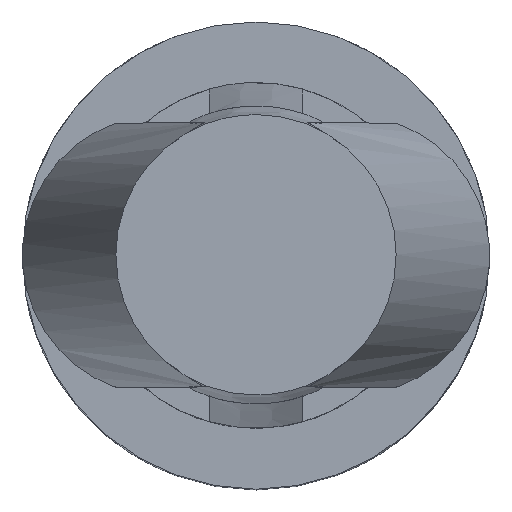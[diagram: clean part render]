
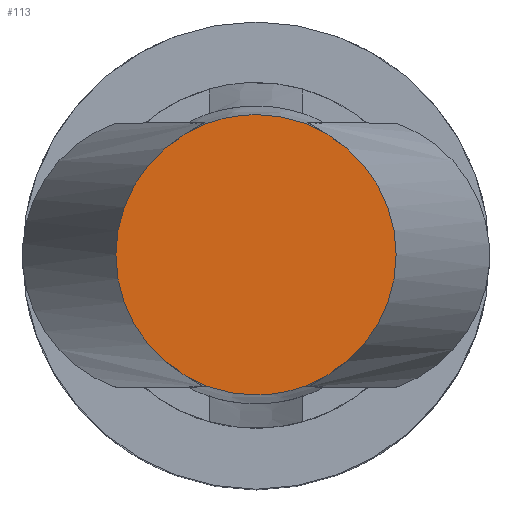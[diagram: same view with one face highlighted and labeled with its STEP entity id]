
A CAD part, top view. The second image highlights one B-rep face of the part: STEP entity #113.
In plain terms, the highlighted planar face has unit normal (0, 0, 1).
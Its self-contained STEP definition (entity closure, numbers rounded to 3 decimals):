
#113 = ADVANCED_FACE( '', ( #285 ), #286, .T. );
#285 = FACE_OUTER_BOUND( '', #522, .T. );
#286 = PLANE( '', #523 );
#522 = EDGE_LOOP( '', ( #920, #921, #922, #923, #924, #925, #926, #927 ) );
#523 = AXIS2_PLACEMENT_3D( '', #928, #929, #930 );
#920 = ORIENTED_EDGE( '', *, *, #1523, .F. );
#921 = ORIENTED_EDGE( '', *, *, #1522, .T. );
#922 = ORIENTED_EDGE( '', *, *, #1521, .F. );
#923 = ORIENTED_EDGE( '', *, *, #1529, .F. );
#924 = ORIENTED_EDGE( '', *, *, #1530, .F. );
#925 = ORIENTED_EDGE( '', *, *, #1531, .T. );
#926 = ORIENTED_EDGE( '', *, *, #1532, .F. );
#927 = ORIENTED_EDGE( '', *, *, #1533, .T. );
#928 = CARTESIAN_POINT( '', ( 0., 0., 7.4 ) );
#929 = DIRECTION( '', ( 0., 0., 1. ) );
#930 = DIRECTION( '', ( 1., 0., 0. ) );
#1521 = EDGE_CURVE( '', #1809, #1811, #1812, .T. );
#1522 = EDGE_CURVE( '', #1813, #1811, #1814, .T. );
#1523 = EDGE_CURVE( '', #1813, #1815, #1816, .T. );
#1529 = EDGE_CURVE( '', #1824, #1809, #1825, .T. );
#1530 = EDGE_CURVE( '', #1826, #1824, #1827, .T. );
#1531 = EDGE_CURVE( '', #1826, #1828, #1829, .T. );
#1532 = EDGE_CURVE( '', #1830, #1828, #1831, .T. );
#1533 = EDGE_CURVE( '', #1830, #1815, #1832, .F. );
#1809 = VERTEX_POINT( '', #2227 );
#1811 = VERTEX_POINT( '', #2235 );
#1812 = CIRCLE( '', #2236, 1.5 );
#1813 = VERTEX_POINT( '', #2237 );
#1814 = B_SPLINE_CURVE_WITH_KNOTS( '', 2, ( #2238, #2239, #2240, #2241, #2242 ), .UNSPECIFIED., .F., .F., ( 3, 2, 3 ), ( 0., 0.5, 1. ), .UNSPECIFIED. );
#1815 = VERTEX_POINT( '', #2243 );
#1816 = CIRCLE( '', #2244, 1.5 );
#1824 = VERTEX_POINT( '', #2259 );
#1825 = CIRCLE( '', #2260, 1.5 );
#1826 = VERTEX_POINT( '', #2261 );
#1827 = CIRCLE( '', #2262, 1.5 );
#1828 = VERTEX_POINT( '', #2263 );
#1829 = B_SPLINE_CURVE_WITH_KNOTS( '', 2, ( #2264, #2265, #2266, #2267, #2268 ), .UNSPECIFIED., .F., .F., ( 3, 2, 3 ), ( 0., 0.5, 1. ), .UNSPECIFIED. );
#1830 = VERTEX_POINT( '', #2269 );
#1831 = CIRCLE( '', #2270, 1.5 );
#1832 = CIRCLE( '', #2271, 1.5 );
#2227 = CARTESIAN_POINT( '', ( 0.525, -1.405, 7.4 ) );
#2235 = CARTESIAN_POINT( '', ( 0.5, -1.414, 7.4 ) );
#2236 = AXIS2_PLACEMENT_3D( '', #2793, #2794, #2795 );
#2237 = CARTESIAN_POINT( '', ( -0.5, -1.414, 7.4 ) );
#2238 = CARTESIAN_POINT( '', ( -0.5, -1.414, 7.4 ) );
#2239 = CARTESIAN_POINT( '', ( -0.258, -1.5, 7.4 ) );
#2240 = CARTESIAN_POINT( '', ( 0., -1.5, 7.4 ) );
#2241 = CARTESIAN_POINT( '', ( 0.257, -1.5, 7.4 ) );
#2242 = CARTESIAN_POINT( '', ( 0.5, -1.414, 7.4 ) );
#2243 = CARTESIAN_POINT( '', ( -0.525, -1.405, 7.4 ) );
#2244 = AXIS2_PLACEMENT_3D( '', #2796, #2797, #2798 );
#2259 = CARTESIAN_POINT( '', ( 0.525, 1.405, 7.4 ) );
#2260 = AXIS2_PLACEMENT_3D( '', #2803, #2804, #2805 );
#2261 = CARTESIAN_POINT( '', ( 0.5, 1.414, 7.4 ) );
#2262 = AXIS2_PLACEMENT_3D( '', #2806, #2807, #2808 );
#2263 = CARTESIAN_POINT( '', ( -0.5, 1.414, 7.4 ) );
#2264 = CARTESIAN_POINT( '', ( 0.5, 1.414, 7.4 ) );
#2265 = CARTESIAN_POINT( '', ( 0.258, 1.5, 7.4 ) );
#2266 = CARTESIAN_POINT( '', ( 0., 1.5, 7.4 ) );
#2267 = CARTESIAN_POINT( '', ( -0.257, 1.5, 7.4 ) );
#2268 = CARTESIAN_POINT( '', ( -0.5, 1.414, 7.4 ) );
#2269 = CARTESIAN_POINT( '', ( -0.525, 1.405, 7.4 ) );
#2270 = AXIS2_PLACEMENT_3D( '', #2809, #2810, #2811 );
#2271 = AXIS2_PLACEMENT_3D( '', #2812, #2813, #2814 );
#2793 = CARTESIAN_POINT( '', ( 0., 0., 7.4 ) );
#2794 = DIRECTION( '', ( 0., 0., -1. ) );
#2795 = DIRECTION( '', ( 0., 1., 0. ) );
#2796 = CARTESIAN_POINT( '', ( 0., 0., 7.4 ) );
#2797 = DIRECTION( '', ( 0., 0., -1. ) );
#2798 = DIRECTION( '', ( 0., 1., 0. ) );
#2803 = CARTESIAN_POINT( '', ( 0., 0., 7.4 ) );
#2804 = DIRECTION( '', ( 0., 0., -1. ) );
#2805 = DIRECTION( '', ( 0., 1., 0. ) );
#2806 = CARTESIAN_POINT( '', ( 0., 0., 7.4 ) );
#2807 = DIRECTION( '', ( 0., 0., -1. ) );
#2808 = DIRECTION( '', ( 0., 1., 0. ) );
#2809 = CARTESIAN_POINT( '', ( 0., 0., 7.4 ) );
#2810 = DIRECTION( '', ( 0., 0., -1. ) );
#2811 = DIRECTION( '', ( 0., 1., 0. ) );
#2812 = CARTESIAN_POINT( '', ( 0., 0., 7.4 ) );
#2813 = DIRECTION( '', ( 0., 0., -1. ) );
#2814 = DIRECTION( '', ( 1., 0., 0. ) );
